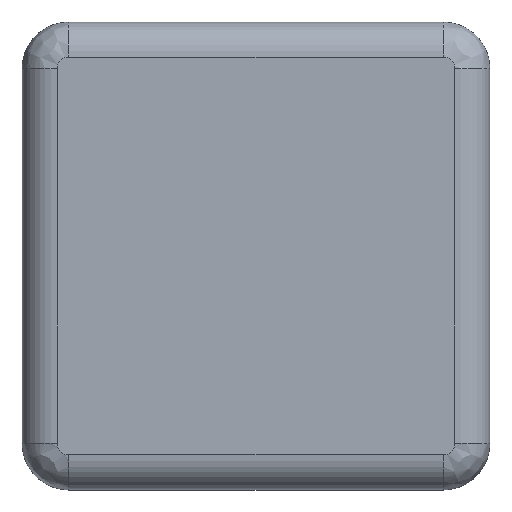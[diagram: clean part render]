
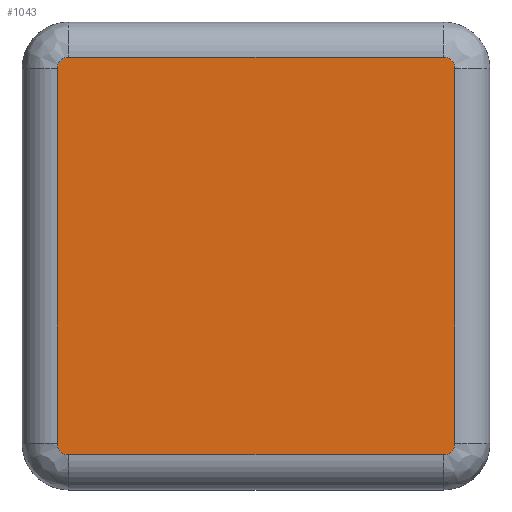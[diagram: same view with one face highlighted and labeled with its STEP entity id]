
A CAD part, top view. The second image highlights one B-rep face of the part: STEP entity #1043.
In plain terms, the highlighted planar face has unit normal (0, 0, 1).
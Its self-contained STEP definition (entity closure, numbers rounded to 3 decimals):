
#45=PLANE('',#1137);
#76=LINE('',#1534,#174);
#78=LINE('',#1554,#176);
#80=LINE('',#1574,#178);
#81=LINE('',#1590,#179);
#174=VECTOR('',#1226,10.);
#176=VECTOR('',#1238,10.);
#178=VECTOR('',#1250,10.);
#179=VECTOR('',#1259,10.);
#299=FACE_OUTER_BOUND('',#359,.T.);
#359=EDGE_LOOP('',(#759,#760,#761,#762,#763,#764,#765,#766));
#410=CIRCLE('',#1112,1.);
#416=CIRCLE('',#1119,1.);
#420=CIRCLE('',#1124,1.);
#424=CIRCLE('',#1129,1.);
#452=VERTEX_POINT('',#1522);
#453=VERTEX_POINT('',#1524);
#455=VERTEX_POINT('',#1530);
#457=VERTEX_POINT('',#1544);
#459=VERTEX_POINT('',#1550);
#461=VERTEX_POINT('',#1564);
#463=VERTEX_POINT('',#1570);
#465=VERTEX_POINT('',#1584);
#554=EDGE_CURVE('',#452,#453,#410,.T.);
#559=EDGE_CURVE('',#453,#455,#76,.T.);
#562=EDGE_CURVE('',#455,#457,#416,.T.);
#565=EDGE_CURVE('',#457,#459,#78,.T.);
#568=EDGE_CURVE('',#459,#461,#420,.T.);
#571=EDGE_CURVE('',#461,#463,#80,.T.);
#574=EDGE_CURVE('',#463,#465,#424,.T.);
#575=EDGE_CURVE('',#465,#452,#81,.T.);
#759=ORIENTED_EDGE('',*,*,#554,.F.);
#760=ORIENTED_EDGE('',*,*,#575,.F.);
#761=ORIENTED_EDGE('',*,*,#574,.F.);
#762=ORIENTED_EDGE('',*,*,#571,.F.);
#763=ORIENTED_EDGE('',*,*,#568,.F.);
#764=ORIENTED_EDGE('',*,*,#565,.F.);
#765=ORIENTED_EDGE('',*,*,#562,.F.);
#766=ORIENTED_EDGE('',*,*,#559,.F.);
#1043=ADVANCED_FACE('',(#299),#45,.T.);
#1112=AXIS2_PLACEMENT_3D('',#1525,#1215,#1216);
#1119=AXIS2_PLACEMENT_3D('',#1548,#1231,#1232);
#1124=AXIS2_PLACEMENT_3D('',#1568,#1243,#1244);
#1129=AXIS2_PLACEMENT_3D('',#1588,#1255,#1256);
#1137=AXIS2_PLACEMENT_3D('',#1610,#1280,#1281);
#1215=DIRECTION('center_axis',(0.,0.,
-1.));
#1216=DIRECTION('ref_axis',(0.707,-0.707,0.));
#1226=DIRECTION('',(-1.,0.,0.));
#1231=DIRECTION('center_axis',(0.,0.,
-1.));
#1232=DIRECTION('ref_axis',(-0.707,-0.707,0.));
#1238=DIRECTION('',(0.,1.,0.));
#1243=DIRECTION('center_axis',(0.,0.,
-1.));
#1244=DIRECTION('ref_axis',(-0.707,0.707,0.));
#1250=DIRECTION('',(1.,0.,0.));
#1255=DIRECTION('center_axis',(0.,0.,
-1.));
#1256=DIRECTION('ref_axis',(0.707,0.707,0.));
#1259=DIRECTION('',(0.,-1.,0.));
#1280=DIRECTION('center_axis',(0.,0.,
1.));
#1281=DIRECTION('ref_axis',(1.,0.,0.));
#1522=CARTESIAN_POINT('',(17.,-16.,4.));
#1524=CARTESIAN_POINT('',(16.,-17.,4.));
#1525=CARTESIAN_POINT('Origin',(16.,-16.,4.));
#1530=CARTESIAN_POINT('',(-16.,-17.,4.));
#1534=CARTESIAN_POINT('',(-16.5,-17.,4.));
#1544=CARTESIAN_POINT('',(-17.,-16.,4.));
#1548=CARTESIAN_POINT('Origin',(-16.,-16.,4.));
#1550=CARTESIAN_POINT('',(-17.,16.,4.));
#1554=CARTESIAN_POINT('',(-17.,0.,4.));
#1564=CARTESIAN_POINT('',(-16.,17.,4.));
#1568=CARTESIAN_POINT('Origin',(-16.,16.,4.));
#1570=CARTESIAN_POINT('',(16.,17.,4.));
#1574=CARTESIAN_POINT('',(0.,17.,4.));
#1584=CARTESIAN_POINT('',(17.,16.,4.));
#1588=CARTESIAN_POINT('Origin',(16.,16.,4.));
#1590=CARTESIAN_POINT('',(17.,-16.5,4.));
#1610=CARTESIAN_POINT('Origin',(-16.5,-16.5,4.));
